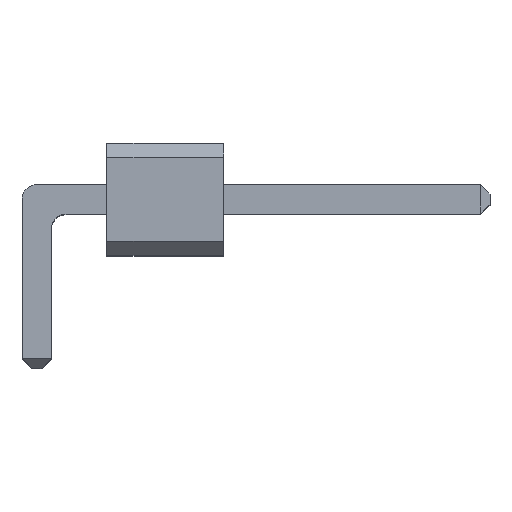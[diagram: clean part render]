
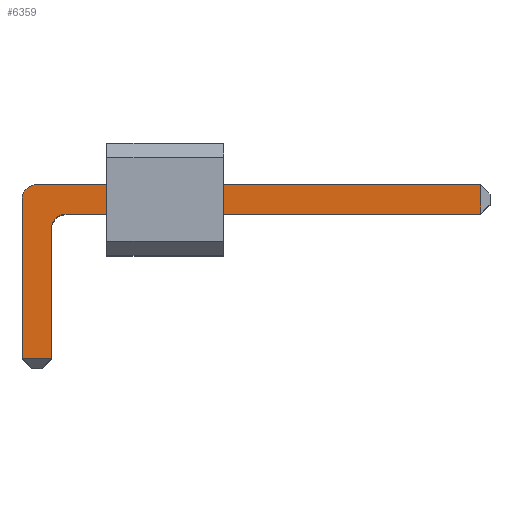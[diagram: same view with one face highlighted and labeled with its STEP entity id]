
A CAD part, top view. The second image highlights one B-rep face of the part: STEP entity #6359.
In plain terms, the highlighted planar face has unit normal (0, 0, 1).
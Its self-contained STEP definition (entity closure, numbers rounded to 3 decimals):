
#5916 = PLANE('',#5917);
#5917 = AXIS2_PLACEMENT_3D('',#5918,#5919,#5920);
#5918 = CARTESIAN_POINT('',(9.7,0.315,7.305));
#5919 = DIRECTION('',(0.,-1.,0.));
#5920 = DIRECTION('',(-1.,0.,0.));
#5941 = VERTEX_POINT('',#5942);
#5942 = CARTESIAN_POINT('',(9.5,0.315,7.935));
#5968 = EDGE_CURVE('',#5941,#5969,#5971,.T.);
#5969 = VERTEX_POINT('',#5970);
#5970 = CARTESIAN_POINT('',(0.,0.315,7.935));
#5971 = SURFACE_CURVE('',#5972,(#5976,#5983),.PCURVE_S1.);
#5972 = LINE('',#5973,#5974);
#5973 = CARTESIAN_POINT('',(9.7,0.315,7.935));
#5974 = VECTOR('',#5975,1.);
#5975 = DIRECTION('',(-1.,0.,0.));
#5976 = PCURVE('',#5916,#5977);
#5977 = DEFINITIONAL_REPRESENTATION('',(#5978),#5982);
#5978 = LINE('',#5979,#5980);
#5979 = CARTESIAN_POINT('',(0.,-0.63));
#5980 = VECTOR('',#5981,1.);
#5981 = DIRECTION('',(1.,0.));
#5982 = ( GEOMETRIC_REPRESENTATION_CONTEXT(2) 
PARAMETRIC_REPRESENTATION_CONTEXT() REPRESENTATION_CONTEXT('2D SPACE',''
  ) );
#5983 = PCURVE('',#5984,#5989);
#5984 = PLANE('',#5985);
#5985 = AXIS2_PLACEMENT_3D('',#5986,#5987,#5988);
#5986 = CARTESIAN_POINT('',(9.7,0.315,7.935));
#5987 = DIRECTION('',(0.,0.,-1.));
#5988 = DIRECTION('',(-1.,0.,0.));
#5989 = DEFINITIONAL_REPRESENTATION('',(#5990),#5994);
#5990 = LINE('',#5991,#5992);
#5991 = CARTESIAN_POINT('',(0.,0.));
#5992 = VECTOR('',#5993,1.);
#5993 = DIRECTION('',(1.,0.));
#5994 = ( GEOMETRIC_REPRESENTATION_CONTEXT(2) 
PARAMETRIC_REPRESENTATION_CONTEXT() REPRESENTATION_CONTEXT('2D SPACE',''
  ) );
#6010 = CYLINDRICAL_SURFACE('',#6011,0.315);
#6011 = AXIS2_PLACEMENT_3D('',#6012,#6013,#6014);
#6012 = CARTESIAN_POINT('',(0.,0.,7.305));
#6013 = DIRECTION('',(-0.,-0.,-1.));
#6014 = DIRECTION('',(1.,0.,0.));
#6070 = PLANE('',#6071);
#6071 = AXIS2_PLACEMENT_3D('',#6072,#6073,#6074);
#6072 = CARTESIAN_POINT('',(9.7,-0.315,7.305));
#6073 = DIRECTION('',(0.,-1.,0.));
#6074 = DIRECTION('',(-1.,0.,0.));
#6103 = CYLINDRICAL_SURFACE('',#6104,0.315);
#6104 = AXIS2_PLACEMENT_3D('',#6105,#6106,#6107);
#6105 = CARTESIAN_POINT('',(0.63,-0.63,7.305));
#6106 = DIRECTION('',(-0.,-0.,-1.));
#6107 = DIRECTION('',(1.,0.,0.));
#6131 = PLANE('',#6132);
#6132 = AXIS2_PLACEMENT_3D('',#6133,#6134,#6135);
#6133 = CARTESIAN_POINT('',(0.315,-3.61,7.305));
#6134 = DIRECTION('',(-1.,0.,0.));
#6135 = DIRECTION('',(0.,1.,0.));
#6187 = PLANE('',#6188);
#6188 = AXIS2_PLACEMENT_3D('',#6189,#6190,#6191);
#6189 = CARTESIAN_POINT('',(-0.315,0.,7.305));
#6190 = DIRECTION('',(1.,0.,0.));
#6191 = DIRECTION('',(0.,-1.,0.));
#6268 = PLANE('',#6269);
#6269 = AXIS2_PLACEMENT_3D('',#6270,#6271,#6272);
#6270 = CARTESIAN_POINT('',(9.6,0.315,7.835));
#6271 = DIRECTION('',(-0.707,0.,
    -0.707));
#6272 = DIRECTION('',(0.,-1.,0.));
#6310 = EDGE_CURVE('',#5969,#6311,#6313,.T.);
#6311 = VERTEX_POINT('',#6312);
#6312 = CARTESIAN_POINT('',(-0.315,0.,7.935));
#6313 = SURFACE_CURVE('',#6314,(#6319,#6326),.PCURVE_S1.);
#6314 = CIRCLE('',#6315,0.315);
#6315 = AXIS2_PLACEMENT_3D('',#6316,#6317,#6318);
#6316 = CARTESIAN_POINT('',(0.,0.,7.935));
#6317 = DIRECTION('',(0.,0.,1.));
#6318 = DIRECTION('',(1.,0.,0.));
#6319 = PCURVE('',#6010,#6320);
#6320 = DEFINITIONAL_REPRESENTATION('',(#6321),#6325);
#6321 = LINE('',#6322,#6323);
#6322 = CARTESIAN_POINT('',(-0.,-0.63));
#6323 = VECTOR('',#6324,1.);
#6324 = DIRECTION('',(-1.,0.));
#6325 = ( GEOMETRIC_REPRESENTATION_CONTEXT(2) 
PARAMETRIC_REPRESENTATION_CONTEXT() REPRESENTATION_CONTEXT('2D SPACE',''
  ) );
#6326 = PCURVE('',#5984,#6327);
#6327 = DEFINITIONAL_REPRESENTATION('',(#6328),#6336);
#6328 = ( BOUNDED_CURVE() B_SPLINE_CURVE(2,(#6329,#6330,#6331,#6332,
#6333,#6334,#6335),.UNSPECIFIED.,.F.,.F.) B_SPLINE_CURVE_WITH_KNOTS((1,2
    ,2,2,2,1),(-2.094,0.,2.094,4.189,
6.283,8.378),.UNSPECIFIED.) CURVE() 
GEOMETRIC_REPRESENTATION_ITEM() RATIONAL_B_SPLINE_CURVE((1.,0.5,1.,0.5,
1.,0.5,1.)) REPRESENTATION_ITEM('') );
#6329 = CARTESIAN_POINT('',(9.385,-0.315));
#6330 = CARTESIAN_POINT('',(9.385,0.231));
#6331 = CARTESIAN_POINT('',(9.858,-0.042));
#6332 = CARTESIAN_POINT('',(10.33,-0.315));
#6333 = CARTESIAN_POINT('',(9.858,-0.588));
#6334 = CARTESIAN_POINT('',(9.385,-0.861));
#6335 = CARTESIAN_POINT('',(9.385,-0.315));
#6336 = ( GEOMETRIC_REPRESENTATION_CONTEXT(2) 
PARAMETRIC_REPRESENTATION_CONTEXT() REPRESENTATION_CONTEXT('2D SPACE',''
  ) );
#6359 = ADVANCED_FACE('',(#6360),#5984,.F.);
#6360 = FACE_BOUND('',#6361,.F.);
#6361 = EDGE_LOOP('',(#6362,#6363,#6386,#6409,#6437,#6460,#6488,#6509));
#6362 = ORIENTED_EDGE('',*,*,#5968,.F.);
#6363 = ORIENTED_EDGE('',*,*,#6364,.T.);
#6364 = EDGE_CURVE('',#5941,#6365,#6367,.T.);
#6365 = VERTEX_POINT('',#6366);
#6366 = CARTESIAN_POINT('',(9.5,-0.315,7.935));
#6367 = SURFACE_CURVE('',#6368,(#6372,#6379),.PCURVE_S1.);
#6368 = LINE('',#6369,#6370);
#6369 = CARTESIAN_POINT('',(9.5,0.315,7.935));
#6370 = VECTOR('',#6371,1.);
#6371 = DIRECTION('',(0.,-1.,0.));
#6372 = PCURVE('',#5984,#6373);
#6373 = DEFINITIONAL_REPRESENTATION('',(#6374),#6378);
#6374 = LINE('',#6375,#6376);
#6375 = CARTESIAN_POINT('',(0.2,0.));
#6376 = VECTOR('',#6377,1.);
#6377 = DIRECTION('',(0.,-1.));
#6378 = ( GEOMETRIC_REPRESENTATION_CONTEXT(2) 
PARAMETRIC_REPRESENTATION_CONTEXT() REPRESENTATION_CONTEXT('2D SPACE',''
  ) );
#6379 = PCURVE('',#6268,#6380);
#6380 = DEFINITIONAL_REPRESENTATION('',(#6381),#6385);
#6381 = LINE('',#6382,#6383);
#6382 = CARTESIAN_POINT('',(0.,0.141));
#6383 = VECTOR('',#6384,1.);
#6384 = DIRECTION('',(1.,0.));
#6385 = ( GEOMETRIC_REPRESENTATION_CONTEXT(2) 
PARAMETRIC_REPRESENTATION_CONTEXT() REPRESENTATION_CONTEXT('2D SPACE',''
  ) );
#6386 = ORIENTED_EDGE('',*,*,#6387,.T.);
#6387 = EDGE_CURVE('',#6365,#6388,#6390,.T.);
#6388 = VERTEX_POINT('',#6389);
#6389 = CARTESIAN_POINT('',(0.63,-0.315,7.935));
#6390 = SURFACE_CURVE('',#6391,(#6395,#6402),.PCURVE_S1.);
#6391 = LINE('',#6392,#6393);
#6392 = CARTESIAN_POINT('',(9.7,-0.315,7.935));
#6393 = VECTOR('',#6394,1.);
#6394 = DIRECTION('',(-1.,0.,0.));
#6395 = PCURVE('',#5984,#6396);
#6396 = DEFINITIONAL_REPRESENTATION('',(#6397),#6401);
#6397 = LINE('',#6398,#6399);
#6398 = CARTESIAN_POINT('',(0.,-0.63));
#6399 = VECTOR('',#6400,1.);
#6400 = DIRECTION('',(1.,0.));
#6401 = ( GEOMETRIC_REPRESENTATION_CONTEXT(2) 
PARAMETRIC_REPRESENTATION_CONTEXT() REPRESENTATION_CONTEXT('2D SPACE',''
  ) );
#6402 = PCURVE('',#6070,#6403);
#6403 = DEFINITIONAL_REPRESENTATION('',(#6404),#6408);
#6404 = LINE('',#6405,#6406);
#6405 = CARTESIAN_POINT('',(0.,-0.63));
#6406 = VECTOR('',#6407,1.);
#6407 = DIRECTION('',(1.,0.));
#6408 = ( GEOMETRIC_REPRESENTATION_CONTEXT(2) 
PARAMETRIC_REPRESENTATION_CONTEXT() REPRESENTATION_CONTEXT('2D SPACE',''
  ) );
#6409 = ORIENTED_EDGE('',*,*,#6410,.T.);
#6410 = EDGE_CURVE('',#6388,#6411,#6413,.T.);
#6411 = VERTEX_POINT('',#6412);
#6412 = CARTESIAN_POINT('',(0.315,-0.63,7.935));
#6413 = SURFACE_CURVE('',#6414,(#6419,#6430),.PCURVE_S1.);
#6414 = CIRCLE('',#6415,0.315);
#6415 = AXIS2_PLACEMENT_3D('',#6416,#6417,#6418);
#6416 = CARTESIAN_POINT('',(0.63,-0.63,7.935));
#6417 = DIRECTION('',(0.,0.,1.));
#6418 = DIRECTION('',(1.,0.,0.));
#6419 = PCURVE('',#5984,#6420);
#6420 = DEFINITIONAL_REPRESENTATION('',(#6421),#6429);
#6421 = ( BOUNDED_CURVE() B_SPLINE_CURVE(2,(#6422,#6423,#6424,#6425,
#6426,#6427,#6428),.UNSPECIFIED.,.T.,.F.) B_SPLINE_CURVE_WITH_KNOTS((1,2
    ,2,2,2,1),(-2.094,0.,2.094,4.189,
6.283,8.378),.UNSPECIFIED.) CURVE() 
GEOMETRIC_REPRESENTATION_ITEM() RATIONAL_B_SPLINE_CURVE((1.,0.5,1.,0.5,
1.,0.5,1.)) REPRESENTATION_ITEM('') );
#6422 = CARTESIAN_POINT('',(8.755,-0.945));
#6423 = CARTESIAN_POINT('',(8.755,-0.399));
#6424 = CARTESIAN_POINT('',(9.228,-0.672));
#6425 = CARTESIAN_POINT('',(9.7,-0.945));
#6426 = CARTESIAN_POINT('',(9.228,-1.218));
#6427 = CARTESIAN_POINT('',(8.755,-1.491));
#6428 = CARTESIAN_POINT('',(8.755,-0.945));
#6429 = ( GEOMETRIC_REPRESENTATION_CONTEXT(2) 
PARAMETRIC_REPRESENTATION_CONTEXT() REPRESENTATION_CONTEXT('2D SPACE',''
  ) );
#6430 = PCURVE('',#6103,#6431);
#6431 = DEFINITIONAL_REPRESENTATION('',(#6432),#6436);
#6432 = LINE('',#6433,#6434);
#6433 = CARTESIAN_POINT('',(-0.,-0.63));
#6434 = VECTOR('',#6435,1.);
#6435 = DIRECTION('',(-1.,0.));
#6436 = ( GEOMETRIC_REPRESENTATION_CONTEXT(2) 
PARAMETRIC_REPRESENTATION_CONTEXT() REPRESENTATION_CONTEXT('2D SPACE',''
  ) );
#6437 = ORIENTED_EDGE('',*,*,#6438,.F.);
#6438 = EDGE_CURVE('',#6439,#6411,#6441,.T.);
#6439 = VERTEX_POINT('',#6440);
#6440 = CARTESIAN_POINT('',(0.315,-3.41,7.935));
#6441 = SURFACE_CURVE('',#6442,(#6446,#6453),.PCURVE_S1.);
#6442 = LINE('',#6443,#6444);
#6443 = CARTESIAN_POINT('',(0.315,-3.61,7.935));
#6444 = VECTOR('',#6445,1.);
#6445 = DIRECTION('',(0.,1.,0.));
#6446 = PCURVE('',#5984,#6447);
#6447 = DEFINITIONAL_REPRESENTATION('',(#6448),#6452);
#6448 = LINE('',#6449,#6450);
#6449 = CARTESIAN_POINT('',(9.385,-3.925));
#6450 = VECTOR('',#6451,1.);
#6451 = DIRECTION('',(0.,1.));
#6452 = ( GEOMETRIC_REPRESENTATION_CONTEXT(2) 
PARAMETRIC_REPRESENTATION_CONTEXT() REPRESENTATION_CONTEXT('2D SPACE',''
  ) );
#6453 = PCURVE('',#6131,#6454);
#6454 = DEFINITIONAL_REPRESENTATION('',(#6455),#6459);
#6455 = LINE('',#6456,#6457);
#6456 = CARTESIAN_POINT('',(0.,-0.63));
#6457 = VECTOR('',#6458,1.);
#6458 = DIRECTION('',(1.,0.));
#6459 = ( GEOMETRIC_REPRESENTATION_CONTEXT(2) 
PARAMETRIC_REPRESENTATION_CONTEXT() REPRESENTATION_CONTEXT('2D SPACE',''
  ) );
#6460 = ORIENTED_EDGE('',*,*,#6461,.F.);
#6461 = EDGE_CURVE('',#6462,#6439,#6464,.T.);
#6462 = VERTEX_POINT('',#6463);
#6463 = CARTESIAN_POINT('',(-0.315,-3.41,7.935));
#6464 = SURFACE_CURVE('',#6465,(#6469,#6476),.PCURVE_S1.);
#6465 = LINE('',#6466,#6467);
#6466 = CARTESIAN_POINT('',(-0.315,-3.41,7.935));
#6467 = VECTOR('',#6468,1.);
#6468 = DIRECTION('',(1.,0.,0.));
#6469 = PCURVE('',#5984,#6470);
#6470 = DEFINITIONAL_REPRESENTATION('',(#6471),#6475);
#6471 = LINE('',#6472,#6473);
#6472 = CARTESIAN_POINT('',(10.015,-3.725));
#6473 = VECTOR('',#6474,1.);
#6474 = DIRECTION('',(-1.,0.));
#6475 = ( GEOMETRIC_REPRESENTATION_CONTEXT(2) 
PARAMETRIC_REPRESENTATION_CONTEXT() REPRESENTATION_CONTEXT('2D SPACE',''
  ) );
#6476 = PCURVE('',#6477,#6482);
#6477 = PLANE('',#6478);
#6478 = AXIS2_PLACEMENT_3D('',#6479,#6480,#6481);
#6479 = CARTESIAN_POINT('',(-0.315,-3.51,7.835));
#6480 = DIRECTION('',(0.,-0.707,0.707)
  );
#6481 = DIRECTION('',(1.,0.,0.));
#6482 = DEFINITIONAL_REPRESENTATION('',(#6483),#6487);
#6483 = LINE('',#6484,#6485);
#6484 = CARTESIAN_POINT('',(0.,0.141));
#6485 = VECTOR('',#6486,1.);
#6486 = DIRECTION('',(1.,0.));
#6487 = ( GEOMETRIC_REPRESENTATION_CONTEXT(2) 
PARAMETRIC_REPRESENTATION_CONTEXT() REPRESENTATION_CONTEXT('2D SPACE',''
  ) );
#6488 = ORIENTED_EDGE('',*,*,#6489,.F.);
#6489 = EDGE_CURVE('',#6311,#6462,#6490,.T.);
#6490 = SURFACE_CURVE('',#6491,(#6495,#6502),.PCURVE_S1.);
#6491 = LINE('',#6492,#6493);
#6492 = CARTESIAN_POINT('',(-0.315,0.,7.935));
#6493 = VECTOR('',#6494,1.);
#6494 = DIRECTION('',(0.,-1.,0.));
#6495 = PCURVE('',#5984,#6496);
#6496 = DEFINITIONAL_REPRESENTATION('',(#6497),#6501);
#6497 = LINE('',#6498,#6499);
#6498 = CARTESIAN_POINT('',(10.015,-0.315));
#6499 = VECTOR('',#6500,1.);
#6500 = DIRECTION('',(0.,-1.));
#6501 = ( GEOMETRIC_REPRESENTATION_CONTEXT(2) 
PARAMETRIC_REPRESENTATION_CONTEXT() REPRESENTATION_CONTEXT('2D SPACE',''
  ) );
#6502 = PCURVE('',#6187,#6503);
#6503 = DEFINITIONAL_REPRESENTATION('',(#6504),#6508);
#6504 = LINE('',#6505,#6506);
#6505 = CARTESIAN_POINT('',(0.,-0.63));
#6506 = VECTOR('',#6507,1.);
#6507 = DIRECTION('',(1.,0.));
#6508 = ( GEOMETRIC_REPRESENTATION_CONTEXT(2) 
PARAMETRIC_REPRESENTATION_CONTEXT() REPRESENTATION_CONTEXT('2D SPACE',''
  ) );
#6509 = ORIENTED_EDGE('',*,*,#6310,.F.);
